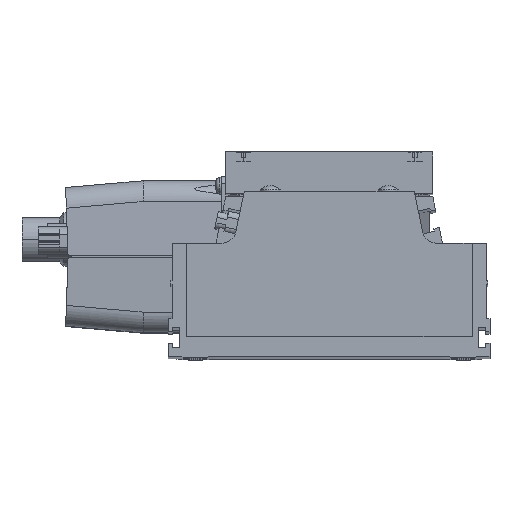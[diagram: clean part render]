
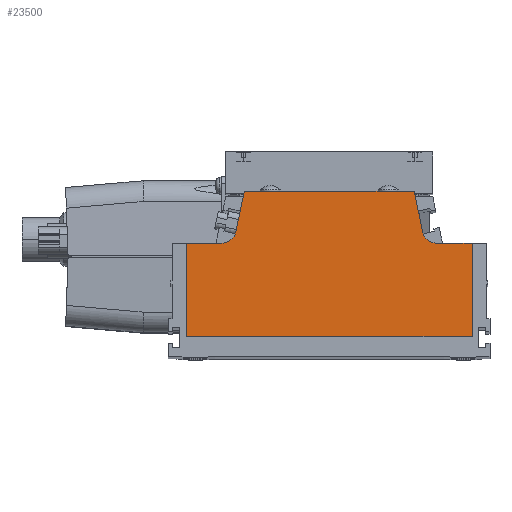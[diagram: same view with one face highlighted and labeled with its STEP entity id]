
A CAD part, top view. The second image highlights one B-rep face of the part: STEP entity #23500.
In plain terms, the highlighted planar face has unit normal (0, 0, 1).
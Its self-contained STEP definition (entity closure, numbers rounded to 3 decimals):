
#444 = CARTESIAN_POINT ( 'NONE',  ( -26.133, 6.184, 472.5 ) ) ;
#1062 = VECTOR ( 'NONE', #22062, 1000. ) ;
#1239 = DIRECTION ( 'NONE',  ( -1., 0., 0. ) ) ;
#1884 = CIRCLE ( 'NONE', #11155, 4. ) ;
#1974 = ORIENTED_EDGE ( 'NONE', *, *, #6415, .T. ) ;
#2030 = CARTESIAN_POINT ( 'NONE',  ( 23.784, 17.45, 472.5 ) ) ;
#2405 = EDGE_CURVE ( 'NONE', #4364, #12289, #11383, .T. ) ;
#2658 = CARTESIAN_POINT ( 'NONE',  ( 23.784, 17.45, 472.5 ) ) ;
#2976 = EDGE_LOOP ( 'NONE', ( #12424, #10278, #9200, #22318, #18430, #18127, #9160, #1974, #7436, #25503 ) ) ;
#3041 = DIRECTION ( 'NONE',  ( -1., 0., 0. ) ) ;
#3372 = LINE ( 'NONE', #17903, #9429 ) ;
#3882 = VERTEX_POINT ( 'NONE', #22444 ) ;
#4364 = VERTEX_POINT ( 'NONE', #2030 ) ;
#5567 = LINE ( 'NONE', #24678, #20767 ) ;
#5605 = DIRECTION ( 'NONE',  ( -1., 0., 0. ) ) ;
#5645 = VERTEX_POINT ( 'NONE', #26534 ) ;
#5930 = CARTESIAN_POINT ( 'NONE',  ( -40., 84.488, 472.5 ) ) ;
#6198 = DIRECTION ( 'NONE',  ( 0., 0., -1. ) ) ;
#6415 = EDGE_CURVE ( 'NONE', #25045, #21183, #5567, .T. ) ;
#7203 = AXIS2_PLACEMENT_3D ( 'NONE', #5930, #6198, #22683 ) ;
#7241 = DIRECTION ( 'NONE',  ( 0., -1., 0. ) ) ;
#7436 = ORIENTED_EDGE ( 'NONE', *, *, #26807, .T. ) ;
#7489 = VECTOR ( 'NONE', #11246, 1000. ) ;
#7654 = LINE ( 'NONE', #9455, #1062 ) ;
#8035 = VECTOR ( 'NONE', #18004, 1000. ) ;
#9160 = ORIENTED_EDGE ( 'NONE', *, *, #18133, .T. ) ;
#9200 = ORIENTED_EDGE ( 'NONE', *, *, #9893, .T. ) ;
#9429 = VECTOR ( 'NONE', #7241, 1000. ) ;
#9455 = CARTESIAN_POINT ( 'NONE',  ( -40., 84.488, 472.5 ) ) ;
#9588 = DIRECTION ( 'NONE',  ( 0.204, 0.979, 0. ) ) ;
#9893 = EDGE_CURVE ( 'NONE', #23626, #12289, #20179, .T. ) ;
#10249 = DIRECTION ( 'NONE',  ( 0., 0., -1. ) ) ;
#10278 = ORIENTED_EDGE ( 'NONE', *, *, #18297, .T. ) ;
#11155 = AXIS2_PLACEMENT_3D ( 'NONE', #23710, #13436, #3041 ) ;
#11246 = DIRECTION ( 'NONE',  ( 0.204, -0.979, 0. ) ) ;
#11383 = LINE ( 'NONE', #2658, #7489 ) ;
#11387 = CARTESIAN_POINT ( 'NONE',  ( -26.797, 3., 472.5 ) ) ;
#11700 = CARTESIAN_POINT ( 'NONE',  ( -40., 3., 472.5 ) ) ;
#12289 = VERTEX_POINT ( 'NONE', #19985 ) ;
#12424 = ORIENTED_EDGE ( 'NONE', *, *, #25748, .F. ) ;
#13436 = DIRECTION ( 'NONE',  ( 0., 0., -1. ) ) ;
#13485 = VERTEX_POINT ( 'NONE', #444 ) ;
#14092 = FACE_OUTER_BOUND ( 'NONE', #2976, .T. ) ;
#14502 = CARTESIAN_POINT ( 'NONE',  ( -30.049, 3., 472.5 ) ) ;
#14843 = CARTESIAN_POINT ( 'NONE',  ( -23.784, 17.45, 472.5 ) ) ;
#15789 = CARTESIAN_POINT ( 'NONE',  ( -23.784, 17.45, 472.5 ) ) ;
#15937 = CARTESIAN_POINT ( 'NONE',  ( -40., -23.13, 472.5 ) ) ;
#16340 = LINE ( 'NONE', #22851, #19072 ) ;
#17846 = EDGE_CURVE ( 'NONE', #13485, #18078, #20100, .T. ) ;
#17903 = CARTESIAN_POINT ( 'NONE',  ( 40., 84.488, 472.5 ) ) ;
#18004 = DIRECTION ( 'NONE',  ( 1., 0., 0. ) ) ;
#18016 = LINE ( 'NONE', #15937, #18306 ) ;
#18078 = VERTEX_POINT ( 'NONE', #14843 ) ;
#18127 = ORIENTED_EDGE ( 'NONE', *, *, #17846, .F. ) ;
#18133 = EDGE_CURVE ( 'NONE', #13485, #25045, #1884, .T. ) ;
#18177 = EDGE_CURVE ( 'NONE', #18078, #4364, #26051, .T. ) ;
#18297 = EDGE_CURVE ( 'NONE', #21821, #23626, #16340, .T. ) ;
#18306 = VECTOR ( 'NONE', #23984, 1000. ) ;
#18430 = ORIENTED_EDGE ( 'NONE', *, *, #18177, .F. ) ;
#18795 = CARTESIAN_POINT ( 'NONE',  ( 30.049, 3., 472.5 ) ) ;
#19072 = VECTOR ( 'NONE', #1239, 1000. ) ;
#19985 = CARTESIAN_POINT ( 'NONE',  ( 26.133, 6.184, 472.5 ) ) ;
#20100 = LINE ( 'NONE', #11387, #23128 ) ;
#20179 = CIRCLE ( 'NONE', #25958, 4. ) ;
#20767 = VECTOR ( 'NONE', #26752, 1000. ) ;
#21183 = VERTEX_POINT ( 'NONE', #11700 ) ;
#21821 = VERTEX_POINT ( 'NONE', #24393 ) ;
#22062 = DIRECTION ( 'NONE',  ( 0., -1., 0. ) ) ;
#22318 = ORIENTED_EDGE ( 'NONE', *, *, #2405, .F. ) ;
#22444 = CARTESIAN_POINT ( 'NONE',  ( -40., -23.13, 472.5 ) ) ;
#22683 = DIRECTION ( 'NONE',  ( -1., 0., 0. ) ) ;
#22834 = PLANE ( 'NONE',  #7203 ) ;
#22851 = CARTESIAN_POINT ( 'NONE',  ( -40., 3., 472.5 ) ) ;
#23128 = VECTOR ( 'NONE', #9588, 1000. ) ;
#23500 = ADVANCED_FACE ( 'NONE', ( #14092 ), #22834, .F. ) ;
#23626 = VERTEX_POINT ( 'NONE', #18795 ) ;
#23710 = CARTESIAN_POINT ( 'NONE',  ( -30.049, 7., 472.5 ) ) ;
#23984 = DIRECTION ( 'NONE',  ( -1., 0., 0. ) ) ;
#24393 = CARTESIAN_POINT ( 'NONE',  ( 40., 3., 472.5 ) ) ;
#24678 = CARTESIAN_POINT ( 'NONE',  ( -40., 3., 472.5 ) ) ;
#25045 = VERTEX_POINT ( 'NONE', #14502 ) ;
#25503 = ORIENTED_EDGE ( 'NONE', *, *, #27094, .F. ) ;
#25748 = EDGE_CURVE ( 'NONE', #21821, #5645, #3372, .T. ) ;
#25958 = AXIS2_PLACEMENT_3D ( 'NONE', #26381, #10249, #5605 ) ;
#26051 = LINE ( 'NONE', #15789, #8035 ) ;
#26381 = CARTESIAN_POINT ( 'NONE',  ( 30.049, 7., 472.5 ) ) ;
#26534 = CARTESIAN_POINT ( 'NONE',  ( 40., -23.13, 472.5 ) ) ;
#26752 = DIRECTION ( 'NONE',  ( -1., 0., 0. ) ) ;
#26807 = EDGE_CURVE ( 'NONE', #21183, #3882, #7654, .T. ) ;
#27094 = EDGE_CURVE ( 'NONE', #5645, #3882, #18016, .T. ) ;
